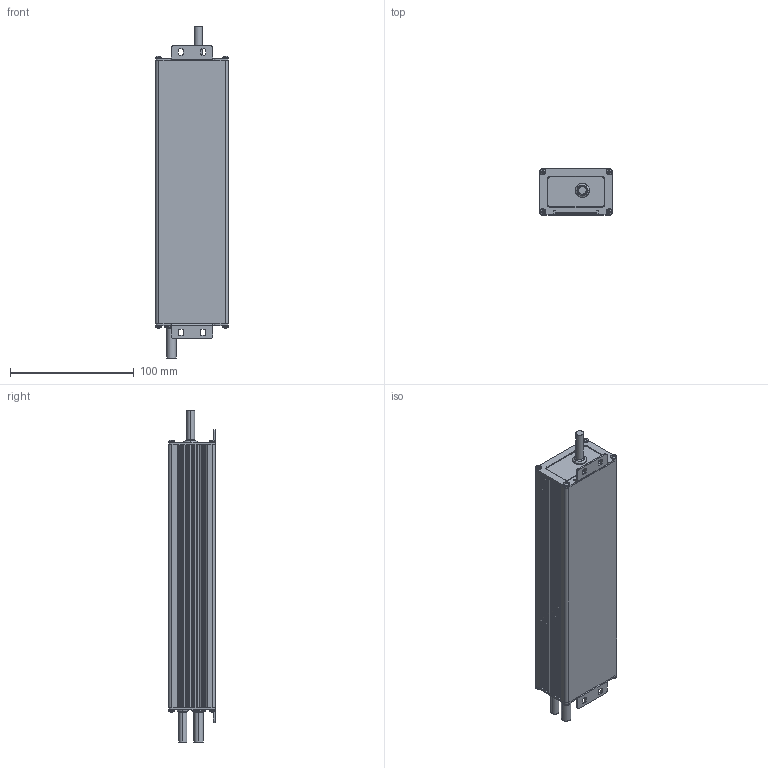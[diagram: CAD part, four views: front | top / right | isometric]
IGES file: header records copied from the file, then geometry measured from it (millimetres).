
Start section: SolidWorks IGES file using analytic representation for surfaces
Global section: file name: TRP PLED'PLED 200W REV A.IGS; native system: SolidWorks 2012; preprocessor: SolidWorks 2012; author: Engineering4; date: 121228.095822; units: millimetre
Bounding box: 59 x 37.6 x 268.77 mm (x, y, z)
Surface area: 57605 mm2 (no closed solid volume)
Topology: 0 solids, 0 shells, 662 faces, 4755 edges, 4754 vertices
Faces by surface type: bspline 392, revolution 270
